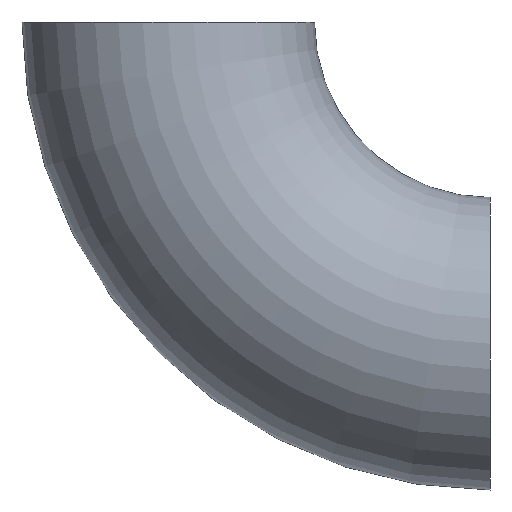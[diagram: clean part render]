
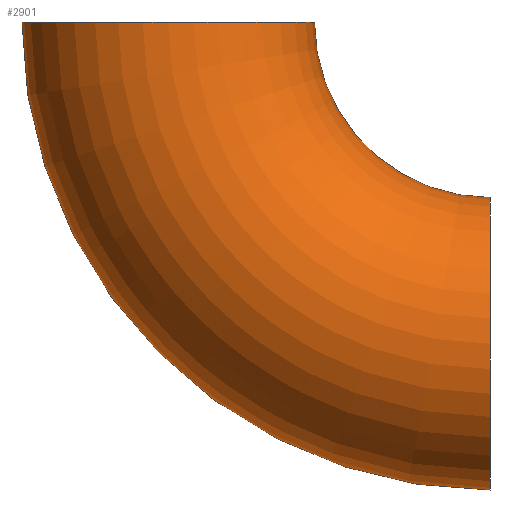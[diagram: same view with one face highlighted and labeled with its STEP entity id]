
A CAD part, left-side view. The second image highlights one B-rep face of the part: STEP entity #2901.
In plain terms, the highlighted toroidal (fillet/blend) face has major radius 27.5 mm and minor radius 12.5 mm.
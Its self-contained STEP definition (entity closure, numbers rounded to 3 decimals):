
#181 = CARTESIAN_POINT ( 'NONE',  ( 0., 0., 0. ) ) ;
#183 = EDGE_LOOP ( 'NONE', ( #9742, #8182, #4143, #4409 ) ) ;
#597 = CARTESIAN_POINT ( 'NONE',  ( 0., 15., 0. ) ) ;
#699 = AXIS2_PLACEMENT_3D ( 'NONE', #11522, #4066, #2245 ) ;
#2058 = AXIS2_PLACEMENT_3D ( 'NONE', #2905, #10360, #6642 ) ;
#2195 = FACE_OUTER_BOUND ( 'NONE', #183, .T. ) ;
#2245 = DIRECTION ( 'NONE',  ( 0., 0., 1. ) ) ;
#2901 = ADVANCED_FACE ( 'NONE', ( #2195 ), #9854, .T. ) ;
#2905 = CARTESIAN_POINT ( 'NONE',  ( 0., 27.5, 0. ) ) ;
#3974 = AXIS2_PLACEMENT_3D ( 'NONE', #8803, #10644, #7897 ) ;
#4066 = DIRECTION ( 'NONE',  ( 0., 1., 0. ) ) ;
#4143 = ORIENTED_EDGE ( 'NONE', *, *, #8185, .T. ) ;
#4269 = VERTEX_POINT ( 'NONE', #11862 ) ;
#4397 = CARTESIAN_POINT ( 'NONE',  ( 0., 0., 0. ) ) ;
#4409 = ORIENTED_EDGE ( 'NONE', *, *, #5257, .F. ) ;
#4965 = VERTEX_POINT ( 'NONE', #597 ) ;
#5257 = EDGE_CURVE ( 'NONE', #4965, #7515, #9983, .T. ) ;
#6017 = CARTESIAN_POINT ( 'NONE',  ( 0., 0., -15. ) ) ;
#6636 = DIRECTION ( 'NONE',  ( -1., 0., 0. ) ) ;
#6642 = DIRECTION ( 'NONE',  ( 0., -1., 0. ) ) ;
#6830 = DIRECTION ( 'NONE',  ( -1., 0., 0. ) ) ;
#7180 = CIRCLE ( 'NONE', #699, 12.5 ) ;
#7515 = VERTEX_POINT ( 'NONE', #6017 ) ;
#7897 = DIRECTION ( 'NONE',  ( 0., 0., 1. ) ) ;
#8182 = ORIENTED_EDGE ( 'NONE', *, *, #8407, .T. ) ;
#8185 = EDGE_CURVE ( 'NONE', #4269, #7515, #7180, .T. ) ;
#8407 = EDGE_CURVE ( 'NONE', #9446, #4269, #8482, .T. ) ;
#8466 = AXIS2_PLACEMENT_3D ( 'NONE', #181, #6636, #8502 ) ;
#8482 = CIRCLE ( 'NONE', #10490, 40. ) ;
#8502 = DIRECTION ( 'NONE',  ( 0., 0., 1. ) ) ;
#8803 = CARTESIAN_POINT ( 'NONE',  ( 0., 0., 0. ) ) ;
#9224 = CARTESIAN_POINT ( 'NONE',  ( 0., 40., 0. ) ) ;
#9446 = VERTEX_POINT ( 'NONE', #9224 ) ;
#9742 = ORIENTED_EDGE ( 'NONE', *, *, #10003, .F. ) ;
#9854 = TOROIDAL_SURFACE ( 'NONE', #3974, 27.5, 12.5 ) ;
#9983 = CIRCLE ( 'NONE', #8466, 15. ) ;
#10003 = EDGE_CURVE ( 'NONE', #9446, #4965, #11372, .T. ) ;
#10339 = DIRECTION ( 'NONE',  ( 0., 0., 1. ) ) ;
#10360 = DIRECTION ( 'NONE',  ( 0., 0., 1. ) ) ;
#10490 = AXIS2_PLACEMENT_3D ( 'NONE', #4397, #6830, #10339 ) ;
#10644 = DIRECTION ( 'NONE',  ( -1., 0., 0. ) ) ;
#11372 = CIRCLE ( 'NONE', #2058, 12.5 ) ;
#11522 = CARTESIAN_POINT ( 'NONE',  ( 0., 0., -27.5 ) ) ;
#11862 = CARTESIAN_POINT ( 'NONE',  ( 0., 0., -40. ) ) ;
